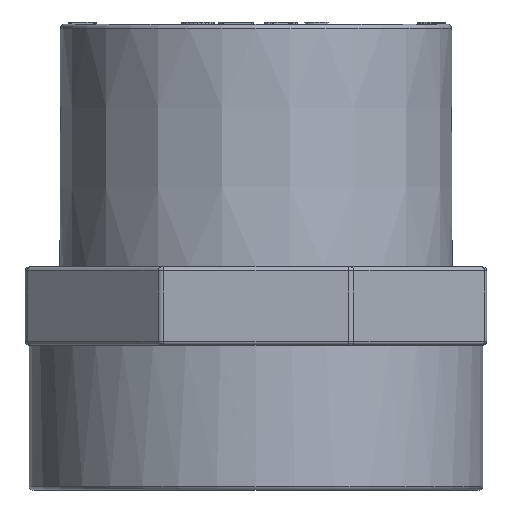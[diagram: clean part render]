
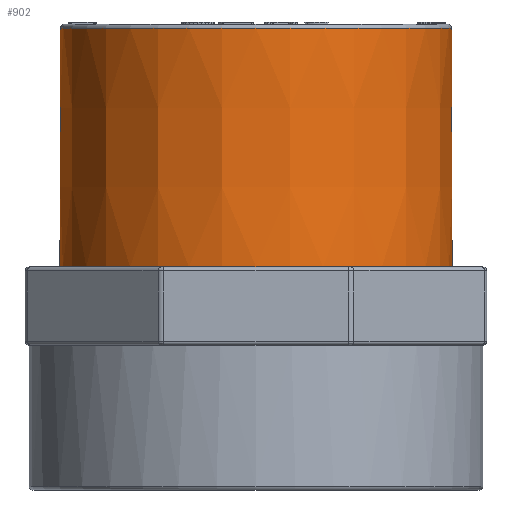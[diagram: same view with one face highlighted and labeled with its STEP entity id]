
A CAD part, left-side view. The second image highlights one B-rep face of the part: STEP entity #902.
In plain terms, the highlighted conical face has half-angle 0.092 degrees and reference radius 25.05 mm.
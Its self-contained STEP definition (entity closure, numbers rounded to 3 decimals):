
#71=CONICAL_SURFACE('',#14704,25.05,0.092);
#902=ADVANCED_FACE('',(#4097,#4098),#71,.T.);
#3997=CIRCLE('',#14702,25.001);
#3998=CIRCLE('',#14703,25.05);
#4097=FACE_BOUND('',#4177,.T.);
#4098=FACE_BOUND('',#4178,.T.);
#4177=EDGE_LOOP('',(#5525));
#4178=EDGE_LOOP('',(#5526));
#5525=ORIENTED_EDGE('',*,*,#11535,.T.);
#5526=ORIENTED_EDGE('',*,*,#11536,.T.);
#10027=VERTEX_POINT('',#23757);
#10028=VERTEX_POINT('',#23759);
#11535=EDGE_CURVE('',#10027,#10027,#3997,.T.);
#11536=EDGE_CURVE('',#10028,#10028,#3998,.T.);
#14702=AXIS2_PLACEMENT_3D('',#23756,#15639,#15640);
#14703=AXIS2_PLACEMENT_3D('',#23758,#15641,#15642);
#14704=AXIS2_PLACEMENT_3D('',#23760,#15643,#15644);
#15639=DIRECTION('',(0.,0.,-1.));
#15640=DIRECTION('',(0.,1.,0.));
#15641=DIRECTION('',(0.,0.,1.));
#15642=DIRECTION('',(0.,1.,0.));
#15643=DIRECTION('',(0.,0.,-1.));
#15644=DIRECTION('',(0.,-1.,0.));
#23756=CARTESIAN_POINT('',(25.,423.5,45.005));
#23757=CARTESIAN_POINT('',(25.,448.501,45.005));
#23758=CARTESIAN_POINT('',(25.,423.5,14.504));
#23759=CARTESIAN_POINT('',(25.,448.55,14.504));
#23760=CARTESIAN_POINT('',(25.,423.5,14.504));
